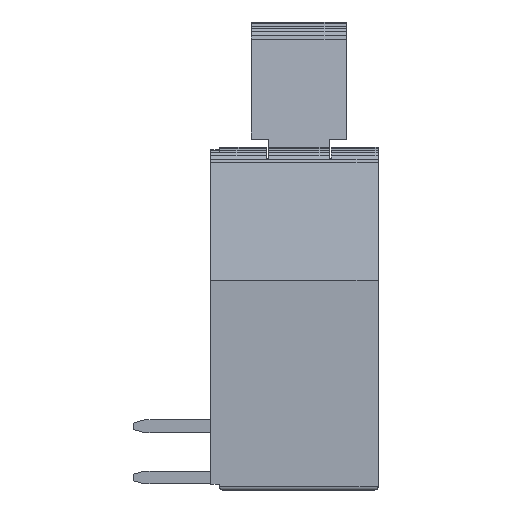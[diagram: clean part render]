
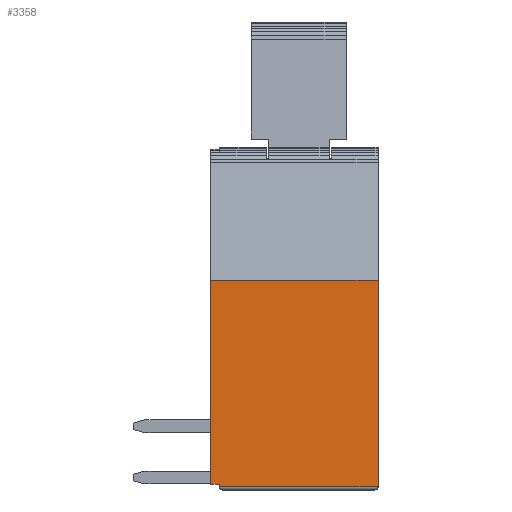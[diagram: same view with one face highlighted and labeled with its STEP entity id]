
A CAD part, left-side view. The second image highlights one B-rep face of the part: STEP entity #3358.
In plain terms, the highlighted planar face has unit normal (-1, 0, 0).
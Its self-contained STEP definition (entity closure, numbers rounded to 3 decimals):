
#2574=EDGE_CURVE('',#3608,#6802,#7637,.T.);
#3358=ADVANCED_FACE('',(#8496),#8497,.T.);
#3608=VERTEX_POINT('',#8768);
#3624=EDGE_CURVE('',#3920,#4898,#8785,.T.);
#3684=EDGE_CURVE('',#5174,#4290,#8852,.T.);
#3920=VERTEX_POINT('',#9104);
#3932=EDGE_CURVE('',#4290,#3920,#9116,.T.);
#4290=VERTEX_POINT('',#9506);
#4444=EDGE_CURVE('',#5174,#3608,#9672,.T.);
#4898=VERTEX_POINT('',#10159);
#5174=VERTEX_POINT('',#10466);
#6562=EDGE_CURVE('',#4898,#6802,#11980,.T.);
#6802=VERTEX_POINT('',#12243);
#7637=LINE('',#13163,#13164);
#8496=FACE_OUTER_BOUND('',#14378,.T.);
#8497=PLANE('',#14379);
#8768=CARTESIAN_POINT('',(-19.76,0.0,0.15));
#8785=LINE('',#14798,#14799);
#8852=LINE('',#14893,#14894);
#9104=CARTESIAN_POINT('',(-19.76,8.3,0.294));
#9116=LINE('',#15277,#15278);
#9506=CARTESIAN_POINT('',(-19.76,7.857,0.294));
#9672=LINE('',#16078,#16079);
#10159=CARTESIAN_POINT('',(-19.76,8.3,10.4));
#10466=CARTESIAN_POINT('',(-19.76,7.857,0.15));
#11980=LINE('',#19431,#19432);
#12243=CARTESIAN_POINT('',(-19.76,0.0,10.4));
#13163=CARTESIAN_POINT('',(-19.76,0.,0.0));
#13164=VECTOR('',#21137,1.0);
#14378=EDGE_LOOP('',(#22106,#22107,#22108,#22109,#22110,#22111));
#14379=AXIS2_PLACEMENT_3D('',#22112,#22113,#22114);
#14798=CARTESIAN_POINT('',(-19.76,8.3,0.0));
#14799=VECTOR('',#22401,1.0);
#14893=CARTESIAN_POINT('',(-19.76,7.857,0.147));
#14894=VECTOR('',#22479,1.0);
#15277=CARTESIAN_POINT('',(-19.76,4.154,0.294));
#15278=VECTOR('',#22683,1.0);
#16078=CARTESIAN_POINT('',(-19.76,4.15,0.15));
#16079=VECTOR('',#23194,1.0);
#19431=CARTESIAN_POINT('',(-19.76,4.15,10.4));
#19432=VECTOR('',#25420,1.0);
#21137=DIRECTION('',(0.0,0.0,1.0));
#22106=ORIENTED_EDGE('',*,*,#3684,.F.);
#22107=ORIENTED_EDGE('',*,*,#4444,.T.);
#22108=ORIENTED_EDGE('',*,*,#2574,.T.);
#22109=ORIENTED_EDGE('',*,*,#6562,.F.);
#22110=ORIENTED_EDGE('',*,*,#3624,.F.);
#22111=ORIENTED_EDGE('',*,*,#3932,.F.);
#22112=CARTESIAN_POINT('',(-19.76,0.,0.0));
#22113=DIRECTION('',(-1.0,0.0,0.0));
#22114=DIRECTION('',(0.0,-0.0,1.0));
#22401=DIRECTION('',(0.0,0.0,1.0));
#22479=DIRECTION('',(0.0,0.,1.0));
#22683=DIRECTION('',(0.0,1.0,0.));
#23194=DIRECTION('',(0.0,-1.0,0.));
#25420=DIRECTION('',(0.0,-1.0,0.));
